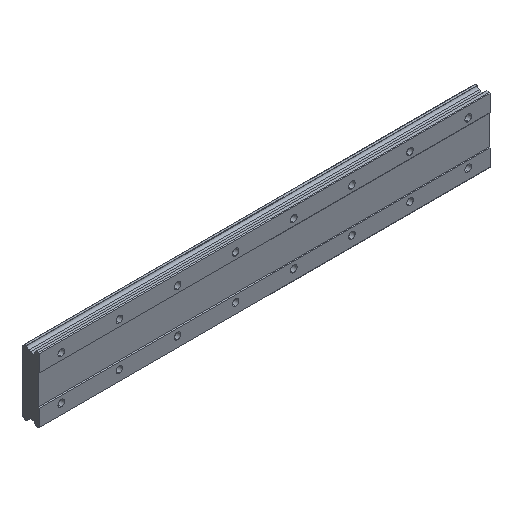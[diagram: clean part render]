
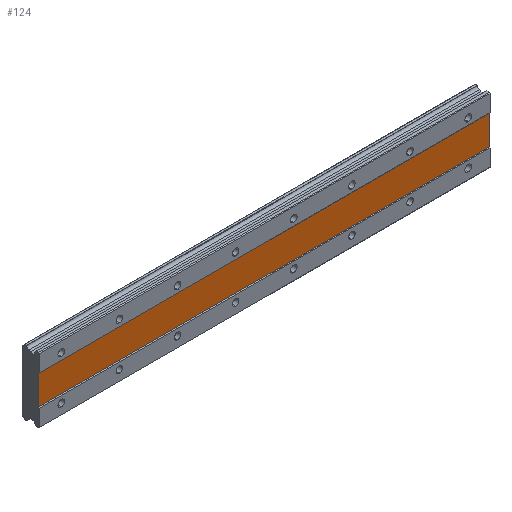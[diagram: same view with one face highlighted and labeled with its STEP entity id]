
A CAD part, isometric view. The second image highlights one B-rep face of the part: STEP entity #124.
In plain terms, the highlighted planar face has unit normal (0, -1, 0).
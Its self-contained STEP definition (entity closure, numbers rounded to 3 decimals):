
#53 = EDGE_CURVE ( 'NONE', #2388, #811, #1503, .T. ) ;
#70 = DIRECTION ( 'NONE',  ( 0., 0., 1. ) ) ;
#108 = DIRECTION ( 'NONE',  ( 0., 1., 0. ) ) ;
#124 = ADVANCED_FACE ( 'NONE', ( #368 ), #2042, .F. ) ;
#353 = CARTESIAN_POINT ( 'NONE',  ( 590., 1., 20. ) ) ;
#368 = FACE_OUTER_BOUND ( 'NONE', #1906, .T. ) ;
#405 = CARTESIAN_POINT ( 'NONE',  ( 590., 1., -20. ) ) ;
#424 = VECTOR ( 'NONE', #2435, 1000. ) ;
#605 = VECTOR ( 'NONE', #2066, 1000. ) ;
#811 = VERTEX_POINT ( 'NONE', #3080 ) ;
#1155 = DIRECTION ( 'NONE',  ( 1., 0., 0. ) ) ;
#1161 = CARTESIAN_POINT ( 'NONE',  ( -30., 1., 20. ) ) ;
#1458 = CARTESIAN_POINT ( 'NONE',  ( 590., 1., 20. ) ) ;
#1462 = ORIENTED_EDGE ( 'NONE', *, *, #53, .F. ) ;
#1503 = LINE ( 'NONE', #353, #3039 ) ;
#1862 = VERTEX_POINT ( 'NONE', #405 ) ;
#1870 = CARTESIAN_POINT ( 'NONE',  ( 590., 1., -20. ) ) ;
#1892 = EDGE_CURVE ( 'NONE', #1862, #3345, #2087, .T. ) ;
#1906 = EDGE_LOOP ( 'NONE', ( #2866, #3222, #1462, #2346 ) ) ;
#2042 = PLANE ( 'NONE',  #2153 ) ;
#2066 = DIRECTION ( 'NONE',  ( 0., 0., 1. ) ) ;
#2087 = LINE ( 'NONE', #1870, #424 ) ;
#2153 = AXIS2_PLACEMENT_3D ( 'NONE', #1458, #108, #70 ) ;
#2346 = ORIENTED_EDGE ( 'NONE', *, *, #3604, .F. ) ;
#2388 = VERTEX_POINT ( 'NONE', #1161 ) ;
#2435 = DIRECTION ( 'NONE',  ( -1., 0., 0. ) ) ;
#2521 = LINE ( 'NONE', #2756, #3470 ) ;
#2756 = CARTESIAN_POINT ( 'NONE',  ( 590., 1., 20. ) ) ;
#2866 = ORIENTED_EDGE ( 'NONE', *, *, #1892, .F. ) ;
#2909 = LINE ( 'NONE', #3223, #605 ) ;
#3039 = VECTOR ( 'NONE', #1155, 1000. ) ;
#3080 = CARTESIAN_POINT ( 'NONE',  ( 590., 1., 20. ) ) ;
#3120 = CARTESIAN_POINT ( 'NONE',  ( -30., 1., -20. ) ) ;
#3222 = ORIENTED_EDGE ( 'NONE', *, *, #3267, .F. ) ;
#3223 = CARTESIAN_POINT ( 'NONE',  ( -30., 1., 20. ) ) ;
#3267 = EDGE_CURVE ( 'NONE', #811, #1862, #2521, .T. ) ;
#3345 = VERTEX_POINT ( 'NONE', #3120 ) ;
#3388 = DIRECTION ( 'NONE',  ( 0., 0., -1. ) ) ;
#3470 = VECTOR ( 'NONE', #3388, 1000. ) ;
#3604 = EDGE_CURVE ( 'NONE', #3345, #2388, #2909, .T. ) ;
